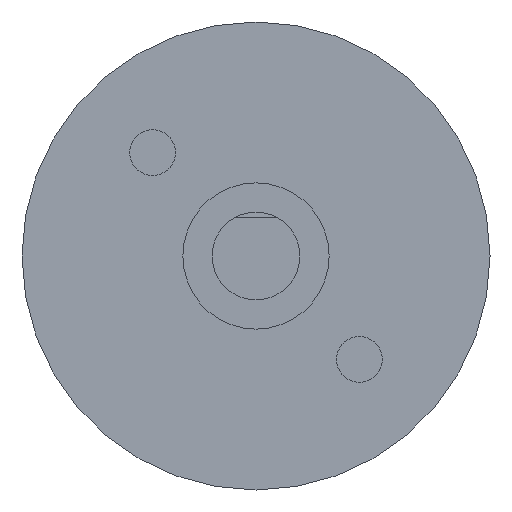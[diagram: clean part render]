
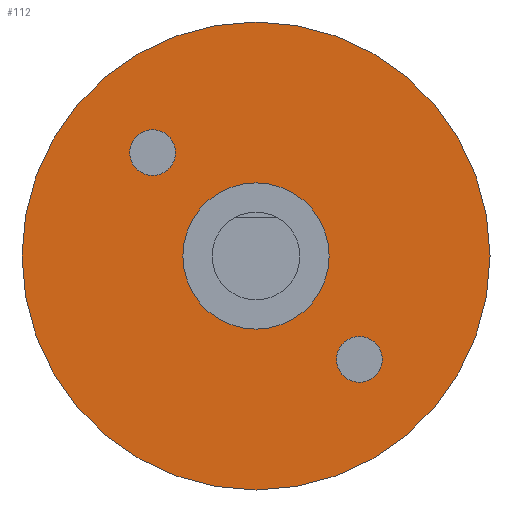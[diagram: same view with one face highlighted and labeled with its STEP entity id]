
A CAD part, front view. The second image highlights one B-rep face of the part: STEP entity #112.
In plain terms, the highlighted planar face has unit normal (0, -1, 0).
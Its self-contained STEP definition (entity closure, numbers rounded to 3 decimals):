
#112 = ADVANCED_FACE( '', ( #231, #232, #233, #234 ), #235, .F. );
#231 = FACE_BOUND( '', #348, .T. );
#232 = FACE_BOUND( '', #349, .T. );
#233 = FACE_OUTER_BOUND( '', #350, .T. );
#234 = FACE_BOUND( '', #351, .T. );
#235 = PLANE( '', #352 );
#348 = EDGE_LOOP( '', ( #581 ) );
#349 = EDGE_LOOP( '', ( #582 ) );
#350 = EDGE_LOOP( '', ( #583 ) );
#351 = EDGE_LOOP( '', ( #584 ) );
#352 = AXIS2_PLACEMENT_3D( '', #585, #586, #587 );
#581 = ORIENTED_EDGE( '', *, *, #612, .T. );
#582 = ORIENTED_EDGE( '', *, *, #686, .T. );
#583 = ORIENTED_EDGE( '', *, *, #697, .F. );
#584 = ORIENTED_EDGE( '', *, *, #651, .T. );
#585 = CARTESIAN_POINT( '', ( 0., 0., -8. ) );
#586 = DIRECTION( '', ( 0., 1., 0. ) );
#587 = DIRECTION( '', ( 0., 0., 1. ) );
#612 = EDGE_CURVE( '', #704, #704, #705, .T. );
#651 = EDGE_CURVE( '', #769, #769, #770, .T. );
#686 = EDGE_CURVE( '', #817, #817, #818, .T. );
#697 = EDGE_CURVE( '', #830, #830, #831, .T. );
#704 = VERTEX_POINT( '', #838 );
#705 = CIRCLE( '', #839, 0.784 );
#769 = VERTEX_POINT( '', #947 );
#770 = CIRCLE( '', #948, 2.5 );
#817 = VERTEX_POINT( '', #1029 );
#818 = CIRCLE( '', #1030, 0.784 );
#830 = VERTEX_POINT( '', #1044 );
#831 = CIRCLE( '', #1045, 8. );
#838 = CARTESIAN_POINT( '', ( -2.752, 0., 3.536 ) );
#839 = AXIS2_PLACEMENT_3D( '', #1052, #1053, #1054 );
#947 = CARTESIAN_POINT( '', ( 0., 0., 2.5 ) );
#948 = AXIS2_PLACEMENT_3D( '', #1095, #1096, #1097 );
#1029 = CARTESIAN_POINT( '', ( 4.319, 0., -3.536 ) );
#1030 = AXIS2_PLACEMENT_3D( '', #1128, #1129, #1130 );
#1044 = CARTESIAN_POINT( '', ( 0., 0., 8. ) );
#1045 = AXIS2_PLACEMENT_3D( '', #1139, #1140, #1141 );
#1052 = CARTESIAN_POINT( '', ( -3.536, 0., 3.536 ) );
#1053 = DIRECTION( '', ( 0., 1., 0. ) );
#1054 = DIRECTION( '', ( 1., 0., 0. ) );
#1095 = CARTESIAN_POINT( '', ( 0., 0., 0. ) );
#1096 = DIRECTION( '', ( 0., 1., 0. ) );
#1097 = DIRECTION( '', ( 0., 0., 1. ) );
#1128 = CARTESIAN_POINT( '', ( 3.536, 0., -3.536 ) );
#1129 = DIRECTION( '', ( 0., 1., 0. ) );
#1130 = DIRECTION( '', ( 1., 0., 0. ) );
#1139 = CARTESIAN_POINT( '', ( 0., 0., 0. ) );
#1140 = DIRECTION( '', ( 0., 1., 0. ) );
#1141 = DIRECTION( '', ( 0., 0., 1. ) );
